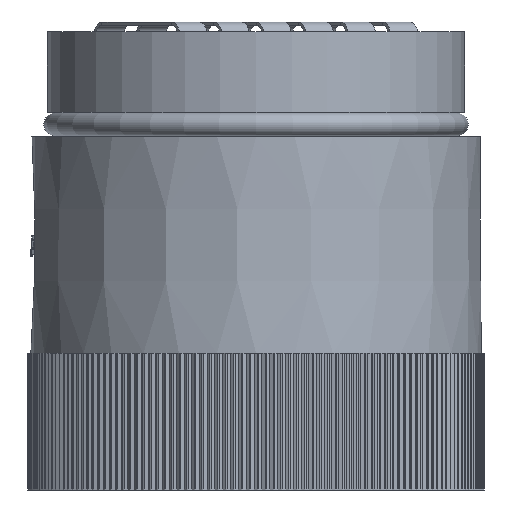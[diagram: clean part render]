
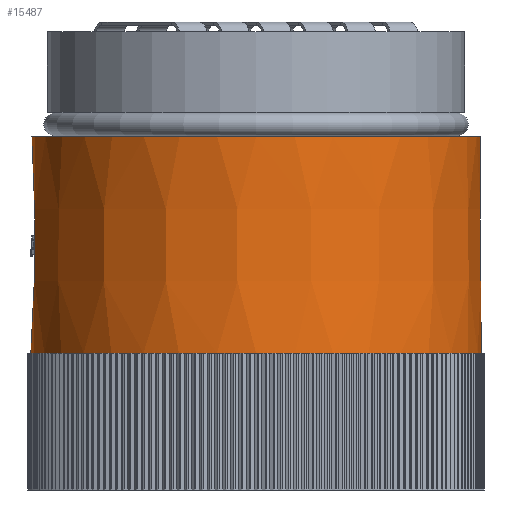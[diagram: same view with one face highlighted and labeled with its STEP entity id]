
A CAD part, left-side view. The second image highlights one B-rep face of the part: STEP entity #15487.
In plain terms, the highlighted conical face has half-angle 0.302 degrees and reference radius 19.7 mm.
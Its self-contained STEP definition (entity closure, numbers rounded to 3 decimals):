
#24=CONICAL_SURFACE('',#16447,19.7,0.005);
#848=FACE_OUTER_BOUND('',#1654,.T.);
#1654=EDGE_LOOP('',(#10710,#10711,#10712,#10713,#10714,#10715,#10716,#10717,
#10718,#10719));
#2584=LINE('',#23153,#4196);
#2586=LINE('',#23163,#4198);
#2587=LINE('',#23170,#4199);
#4196=VECTOR('',#18437,10.);
#4198=VECTOR('',#18447,19.7);
#4199=VECTOR('',#18456,10.);
#5646=CIRCLE('',#16446,19.665);
#5647=CIRCLE('',#16448,19.65);
#5648=CIRCLE('',#16449,19.75);
#5649=CIRCLE('',#16450,19.75);
#5650=CIRCLE('',#16451,19.65);
#5651=CIRCLE('',#16452,19.65);
#6340=VERTEX_POINT('',#23144);
#6343=VERTEX_POINT('',#23151);
#6344=VERTEX_POINT('',#23155);
#6345=VERTEX_POINT('',#23159);
#6346=VERTEX_POINT('',#23160);
#6347=VERTEX_POINT('',#23162);
#6348=VERTEX_POINT('',#23164);
#6349=VERTEX_POINT('',#23167);
#7993=EDGE_CURVE('',#6343,#6340,#2584,.T.);
#7994=EDGE_CURVE('',#6344,#6343,#5646,.T.);
#7996=EDGE_CURVE('',#6345,#6346,#5647,.T.);
#7997=EDGE_CURVE('',#6346,#6347,#2586,.T.);
#7998=EDGE_CURVE('',#6348,#6347,#5648,.T.);
#7999=EDGE_CURVE('',#6347,#6348,#5649,.T.);
#8000=EDGE_CURVE('',#6346,#6349,#5650,.T.);
#8001=EDGE_CURVE('',#6349,#6340,#5651,.T.);
#8002=EDGE_CURVE('',#6345,#6344,#2587,.T.);
#10710=ORIENTED_EDGE('',*,*,#7996,.T.);
#10711=ORIENTED_EDGE('',*,*,#7997,.T.);
#10712=ORIENTED_EDGE('',*,*,#7998,.F.);
#10713=ORIENTED_EDGE('',*,*,#7999,.F.);
#10714=ORIENTED_EDGE('',*,*,#7997,.F.);
#10715=ORIENTED_EDGE('',*,*,#8000,.T.);
#10716=ORIENTED_EDGE('',*,*,#8001,.T.);
#10717=ORIENTED_EDGE('',*,*,#7993,.F.);
#10718=ORIENTED_EDGE('',*,*,#7994,.F.);
#10719=ORIENTED_EDGE('',*,*,#8002,.F.);
#15487=ADVANCED_FACE('',(#848),#24,.T.);
#16446=AXIS2_PLACEMENT_3D('',#23156,#18440,#18441);
#16447=AXIS2_PLACEMENT_3D('',#23158,#18443,#18444);
#16448=AXIS2_PLACEMENT_3D('',#23161,#18445,#18446);
#16449=AXIS2_PLACEMENT_3D('',#23165,#18448,#18449);
#16450=AXIS2_PLACEMENT_3D('',#23166,#18450,#18451);
#16451=AXIS2_PLACEMENT_3D('',#23168,#18452,#18453);
#16452=AXIS2_PLACEMENT_3D('',#23169,#18454,#18455);
#18437=DIRECTION('',(0.004,-0.008,1.));
#18440=DIRECTION('center_axis',(0.,0.,1.));
#18441=DIRECTION('ref_axis',(0.,1.,0.));
#18443=DIRECTION('center_axis',(0.,0.,-1.));
#18444=DIRECTION('ref_axis',(0.,1.,0.));
#18445=DIRECTION('center_axis',(0.,0.,-1.));
#18446=DIRECTION('ref_axis',(0.,1.,0.));
#18447=DIRECTION('',(0.,-0.005,-1.));
#18448=DIRECTION('center_axis',(0.,0.,-1.));
#18449=DIRECTION('ref_axis',(1.,0.,0.));
#18450=DIRECTION('center_axis',(0.,0.,-1.));
#18451=DIRECTION('ref_axis',(1.,0.,0.));
#18452=DIRECTION('center_axis',(0.,0.,-1.));
#18453=DIRECTION('ref_axis',(0.,1.,0.));
#18454=DIRECTION('center_axis',(0.,0.,-1.));
#18455=DIRECTION('ref_axis',(0.,1.,0.));
#18456=DIRECTION('',(0.009,0.001,-1.));
#23144=CARTESIAN_POINT('',(8.612,17.662,30.973));
#23151=CARTESIAN_POINT('',(8.601,17.684,28.2));
#23153=CARTESIAN_POINT('',(8.607,17.673,29.6));
#23155=CARTESIAN_POINT('',(9.281,17.337,28.2));
#23156=CARTESIAN_POINT('Origin',(0.,0.,28.2));
#23158=CARTESIAN_POINT('Origin',(0.,0.,21.5));
#23159=CARTESIAN_POINT('',(9.257,17.333,30.973));
#23160=CARTESIAN_POINT('',(0.,-19.65,30.973));
#23161=CARTESIAN_POINT('Origin',(0.,0.,30.973));
#23162=CARTESIAN_POINT('',(0.,-19.75,12.));
#23163=CARTESIAN_POINT('',(0.,-19.7,21.5));
#23164=CARTESIAN_POINT('',(0.,19.75,12.));
#23165=CARTESIAN_POINT('Origin',(0.,0.,12.));
#23166=CARTESIAN_POINT('Origin',(0.,0.,12.));
#23167=CARTESIAN_POINT('',(0.,19.65,30.973));
#23168=CARTESIAN_POINT('Origin',(0.,0.,30.973));
#23169=CARTESIAN_POINT('Origin',(0.,0.,30.973));
#23170=CARTESIAN_POINT('',(9.269,17.335,29.6));
